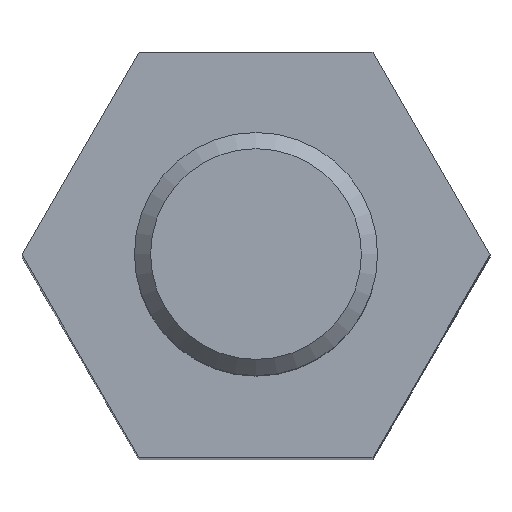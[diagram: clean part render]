
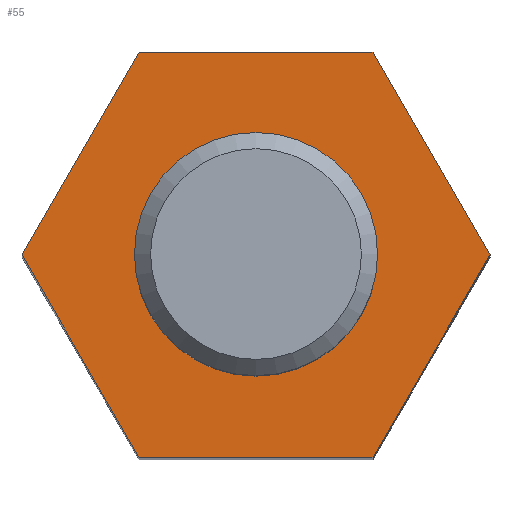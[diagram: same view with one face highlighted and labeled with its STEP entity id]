
A CAD part, top view. The second image highlights one B-rep face of the part: STEP entity #55.
In plain terms, the highlighted planar face has unit normal (0, 0, 1).
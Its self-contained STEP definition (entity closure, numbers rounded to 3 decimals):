
#55 = ADVANCED_FACE( '', ( #125, #126 ), #127, .T. );
#125 = FACE_BOUND( '', #219, .T. );
#126 = FACE_OUTER_BOUND( '', #220, .T. );
#127 = PLANE( '', #221 );
#219 = EDGE_LOOP( '', ( #325 ) );
#220 = EDGE_LOOP( '', ( #326, #327, #328, #329, #330, #331 ) );
#221 = AXIS2_PLACEMENT_3D( '', #332, #333, #334 );
#325 = ORIENTED_EDGE( '', *, *, #498, .T. );
#326 = ORIENTED_EDGE( '', *, *, #499, .T. );
#327 = ORIENTED_EDGE( '', *, *, #500, .T. );
#328 = ORIENTED_EDGE( '', *, *, #494, .T. );
#329 = ORIENTED_EDGE( '', *, *, #483, .T. );
#330 = ORIENTED_EDGE( '', *, *, #501, .T. );
#331 = ORIENTED_EDGE( '', *, *, #489, .T. );
#332 = CARTESIAN_POINT( '', ( 0., 0., 35. ) );
#333 = DIRECTION( '', ( 0., 0., 1. ) );
#334 = DIRECTION( '', ( 1., 0., 0. ) );
#483 = EDGE_CURVE( '', #553, #551, #554, .T. );
#489 = EDGE_CURVE( '', #564, #562, #565, .T. );
#494 = EDGE_CURVE( '', #572, #553, #573, .T. );
#498 = EDGE_CURVE( '', #578, #578, #579, .F. );
#499 = EDGE_CURVE( '', #562, #580, #581, .T. );
#500 = EDGE_CURVE( '', #580, #572, #582, .T. );
#501 = EDGE_CURVE( '', #551, #564, #583, .T. );
#551 = VERTEX_POINT( '', #653 );
#553 = VERTEX_POINT( '', #656 );
#554 = LINE( '', #657, #658 );
#562 = VERTEX_POINT( '', #681 );
#564 = VERTEX_POINT( '', #684 );
#565 = LINE( '', #685, #686 );
#572 = VERTEX_POINT( '', #706 );
#573 = LINE( '', #707, #708 );
#578 = VERTEX_POINT( '', #719 );
#579 = CIRCLE( '', #720, 2.792 );
#580 = VERTEX_POINT( '', #721 );
#581 = LINE( '', #722, #723 );
#582 = LINE( '', #724, #725 );
#583 = LINE( '', #726, #727 );
#653 = CARTESIAN_POINT( '', ( 2.887, -5., 35. ) );
#656 = CARTESIAN_POINT( '', ( -2.887, -5., 35. ) );
#657 = CARTESIAN_POINT( '', ( -2.887, -5., 35. ) );
#658 = VECTOR( '', #826, 1000. );
#681 = CARTESIAN_POINT( '', ( 2.887, 5., 35. ) );
#684 = CARTESIAN_POINT( '', ( 5.774, 0., 35. ) );
#685 = CARTESIAN_POINT( '', ( 5.774, 0., 35. ) );
#686 = VECTOR( '', #829, 1000. );
#706 = CARTESIAN_POINT( '', ( -5.774, 0., 35. ) );
#707 = CARTESIAN_POINT( '', ( -5.774, 0., 35. ) );
#708 = VECTOR( '', #831, 1000. );
#719 = CARTESIAN_POINT( '', ( 2.792, 0., 35. ) );
#720 = AXIS2_PLACEMENT_3D( '', #833, #834, #835 );
#721 = CARTESIAN_POINT( '', ( -2.887, 5., 35. ) );
#722 = CARTESIAN_POINT( '', ( 2.887, 5., 35. ) );
#723 = VECTOR( '', #836, 1000. );
#724 = CARTESIAN_POINT( '', ( -2.887, 5., 35. ) );
#725 = VECTOR( '', #837, 1000. );
#726 = CARTESIAN_POINT( '', ( 2.887, -5., 35. ) );
#727 = VECTOR( '', #838, 1000. );
#826 = DIRECTION( '', ( 1., 0., 0. ) );
#829 = DIRECTION( '', ( -0.5, 0.866, 0. ) );
#831 = DIRECTION( '', ( 0.5, -0.866, 0. ) );
#833 = CARTESIAN_POINT( '', ( 0., 0., 35. ) );
#834 = DIRECTION( '', ( 0., 0., 1. ) );
#835 = DIRECTION( '', ( 1., 0., 0. ) );
#836 = DIRECTION( '', ( -1., 0., 0. ) );
#837 = DIRECTION( '', ( -0.5, -0.866, 0. ) );
#838 = DIRECTION( '', ( 0.5, 0.866, 0. ) );
